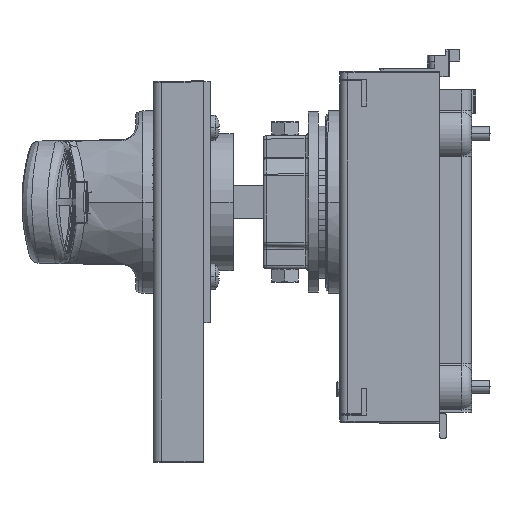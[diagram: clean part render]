
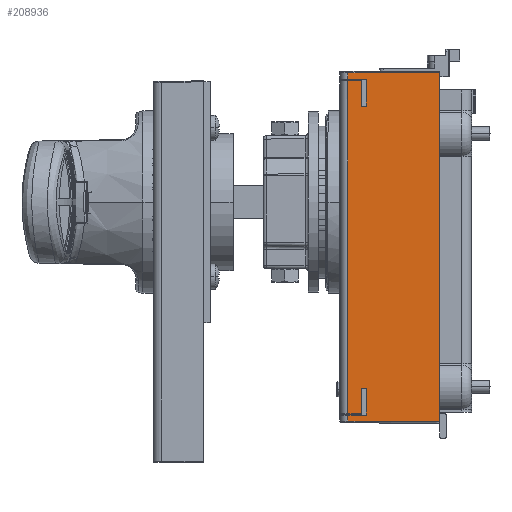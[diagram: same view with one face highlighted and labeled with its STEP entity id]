
A CAD part, left-side view. The second image highlights one B-rep face of the part: STEP entity #208936.
In plain terms, the highlighted planar face has unit normal (-1, 0.009, 0).
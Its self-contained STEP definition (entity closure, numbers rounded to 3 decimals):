
#65182=CARTESIAN_POINT('',(-95.287,194.737,
50.171));
#65200=CARTESIAN_POINT('',(-95.323,190.715,
50.15));
#65206=DIRECTION('',(-0.009,-1.,0.));
#65207=VECTOR('',#65206,1.5);
#65208=CARTESIAN_POINT('',(-95.323,190.715,
57.75));
#65209=LINE('',#65208,#65207);
#65210=DIRECTION('',(0.,0.,-1.));
#65211=VECTOR('',#65210,7.6);
#65212=CARTESIAN_POINT('',(-95.323,190.715,
57.75));
#65213=LINE('',#65212,#65211);
#65214=DIRECTION('',(0.009,1.,0.005));
#65215=VECTOR('',#65214,4.022);
#65216=CARTESIAN_POINT('',(-95.323,190.715,
50.15));
#65217=LINE('',#65216,#65215);
#65218=DIRECTION('',(0.,0.,1.));
#65219=VECTOR('',#65218,99.658);
#65220=CARTESIAN_POINT('',(-95.287,194.737,
50.171));
#65221=LINE('',#65220,#65219);
#65222=DIRECTION('',(-0.009,-1.,0.005));
#65223=VECTOR('',#65222,4.022);
#65224=CARTESIAN_POINT('',(-95.287,194.737,
149.829));
#65225=LINE('',#65224,#65223);
#65226=DIRECTION('',(0.009,1.,0.009));
#65227=VECTOR('',#65226,27.524);
#65228=CARTESIAN_POINT('',(-95.53,167.215,
47.719));
#65229=LINE('',#65228,#65227);
#65230=DIRECTION('',(0.,0.,1.));
#65231=VECTOR('',#65230,7.6);
#65232=CARTESIAN_POINT('',(-95.323,190.715,
142.25));
#65233=LINE('',#65232,#65231);
#65254=DIRECTION('',(0.009,1.,0.));
#65255=VECTOR('',#65254,1.5);
#65256=CARTESIAN_POINT('',(-95.336,189.215,
142.25));
#65257=LINE('',#65256,#65255);
#65663=DIRECTION('',(0.,0.,-1.));
#65664=VECTOR('',#65663,8.);
#65665=CARTESIAN_POINT('',(-95.336,189.215,
57.75));
#65666=LINE('',#65665,#65664);
#65691=DIRECTION('',(0.009,1.,0.));
#65692=VECTOR('',#65691,5.522);
#65693=CARTESIAN_POINT('',(-95.336,189.215,
49.75));
#65694=LINE('',#65693,#65692);
#65713=DIRECTION('',(0.,0.,-1.));
#65714=VECTOR('',#65713,1.79);
#65715=CARTESIAN_POINT('',(-95.287,194.737,
49.75));
#65716=LINE('',#65715,#65714);
#67009=DIRECTION('',(0.,0.,1.));
#67010=VECTOR('',#67009,104.531);
#67011=CARTESIAN_POINT('',(-95.53,167.215,
47.719));
#67012=LINE('',#67011,#67010);
#130422=DIRECTION('',(0.009,1.,0.));
#130423=VECTOR('',#130422,27.523);
#130424=CARTESIAN_POINT('',(-95.53,167.215,
152.25));
#130425=LINE('',#130424,#130423);
#130436=DIRECTION('',(0.,0.,-1.));
#130437=VECTOR('',#130436,2.);
#130438=CARTESIAN_POINT('',(-95.287,194.737,
152.25));
#130439=LINE('',#130438,#130437);
#130486=DIRECTION('',(-0.009,-1.,0.));
#130487=VECTOR('',#130486,5.522);
#130488=CARTESIAN_POINT('',(-95.287,194.737,
150.25));
#130489=LINE('',#130488,#130487);
#130608=DIRECTION('',(0.,0.,-1.));
#130609=VECTOR('',#130608,8.);
#130610=CARTESIAN_POINT('',(-95.336,189.215,
150.25));
#130611=LINE('',#130610,#130609);
#152883=VERTEX_POINT('',#65182);
#152885=VERTEX_POINT('',#65200);
#152888=CARTESIAN_POINT('',(-95.323,190.715,
57.75));
#152889=VERTEX_POINT('',#152888);
#152892=CARTESIAN_POINT('',(-95.336,189.215,
57.75));
#152893=VERTEX_POINT('',#152892);
#152896=CARTESIAN_POINT('',(-95.287,194.737,
149.829));
#152897=VERTEX_POINT('',#152896);
#152898=CARTESIAN_POINT('',(-95.323,190.715,
149.85));
#152899=VERTEX_POINT('',#152898);
#152900=CARTESIAN_POINT('',(-95.53,167.215,
152.25));
#152901=CARTESIAN_POINT('',(-95.287,194.737,
152.25));
#152902=VERTEX_POINT('',#152900);
#152903=VERTEX_POINT('',#152901);
#152904=CARTESIAN_POINT('',(-95.53,167.215,
47.719));
#152905=CARTESIAN_POINT('',(-95.287,194.737,
47.96));
#152906=VERTEX_POINT('',#152904);
#152907=VERTEX_POINT('',#152905);
#152911=CARTESIAN_POINT('',(-95.323,190.715,
142.25));
#152913=VERTEX_POINT('',#152911);
#152921=CARTESIAN_POINT('',(-95.336,189.215,
142.25));
#152922=VERTEX_POINT('',#152921);
#153078=CARTESIAN_POINT('',(-95.336,189.215,
49.75));
#153079=VERTEX_POINT('',#153078);
#153080=CARTESIAN_POINT('',(-95.287,194.737,
49.75));
#153081=VERTEX_POINT('',#153080);
#170714=CARTESIAN_POINT('',(-95.287,194.737,
150.25));
#170715=VERTEX_POINT('',#170714);
#170724=CARTESIAN_POINT('',(-95.336,189.215,
150.25));
#170725=VERTEX_POINT('',#170724);
#208901=CARTESIAN_POINT('',(-95.409,180.976,
99.985));
#208902=DIRECTION('',(1.,-0.009,0.));
#208903=DIRECTION('',(0.,0.,-1.));
#208904=AXIS2_PLACEMENT_3D('',#208901,#208902,#208903);
#208905=PLANE('',#208904);
#208906=ORIENTED_EDGE('',*,*,#208890,.F.);
#208907=ORIENTED_EDGE('',*,*,#208879,.T.);
#208908=ORIENTED_EDGE('',*,*,#208862,.T.);
#208909=ORIENTED_EDGE('',*,*,#208833,.T.);
#208911=ORIENTED_EDGE('',*,*,#208910,.T.);
#208913=ORIENTED_EDGE('',*,*,#208912,.F.);
#208915=ORIENTED_EDGE('',*,*,#208914,.F.);
#208917=ORIENTED_EDGE('',*,*,#208916,.F.);
#208919=ORIENTED_EDGE('',*,*,#208918,.F.);
#208921=ORIENTED_EDGE('',*,*,#208920,.F.);
#208923=ORIENTED_EDGE('',*,*,#208922,.F.);
#208925=ORIENTED_EDGE('',*,*,#208924,.F.);
#208927=ORIENTED_EDGE('',*,*,#208926,.T.);
#208929=ORIENTED_EDGE('',*,*,#208928,.F.);
#208931=ORIENTED_EDGE('',*,*,#208930,.F.);
#208933=ORIENTED_EDGE('',*,*,#208932,.F.);
#208934=EDGE_LOOP('',(#208906,#208907,#208908,#208909,#208911,#208913,#208915,
#208917,#208919,#208921,#208923,#208925,#208927,#208929,#208931,#208933));
#208935=FACE_OUTER_BOUND('',#208934,.F.);
#208833=EDGE_CURVE('',#152883,#152897,#65221,.T.);
#208862=EDGE_CURVE('',#152885,#152883,#65217,.T.);
#208879=EDGE_CURVE('',#152889,#152885,#65213,.T.);
#208890=EDGE_CURVE('',#152889,#152893,#65209,.T.);
#208910=EDGE_CURVE('',#152897,#152899,#65225,.T.);
#208912=EDGE_CURVE('',#152913,#152899,#65233,.T.);
#208914=EDGE_CURVE('',#152922,#152913,#65257,.T.);
#208916=EDGE_CURVE('',#170725,#152922,#130611,.T.);
#208918=EDGE_CURVE('',#170715,#170725,#130489,.T.);
#208920=EDGE_CURVE('',#152903,#170715,#130439,.T.);
#208922=EDGE_CURVE('',#152902,#152903,#130425,.T.);
#208924=EDGE_CURVE('',#152906,#152902,#67012,.T.);
#208926=EDGE_CURVE('',#152906,#152907,#65229,.T.);
#208928=EDGE_CURVE('',#153081,#152907,#65716,.T.);
#208930=EDGE_CURVE('',#153079,#153081,#65694,.T.);
#208932=EDGE_CURVE('',#152893,#153079,#65666,.T.);
#208936=ADVANCED_FACE('',(#208935),#208905,.F.);
